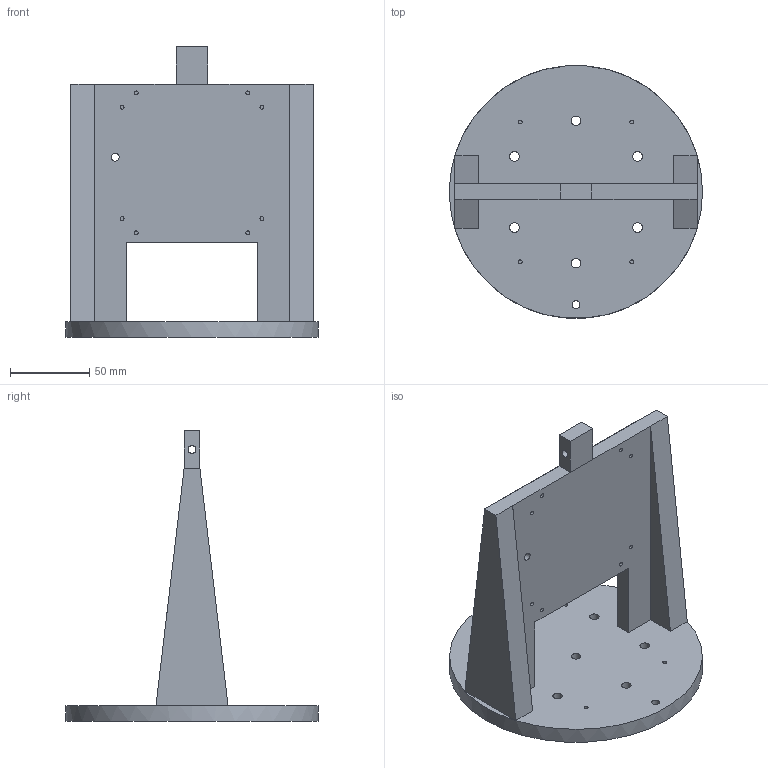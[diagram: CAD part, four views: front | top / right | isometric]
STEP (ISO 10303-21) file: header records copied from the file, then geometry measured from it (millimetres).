
FILE_DESCRIPTION(('STEP AP242'), '1');
FILE_NAME('Transitional_device', '', ('UNSPECIFIED'), ('UNSPECIFIED'), 'C3D Converter', 'C3D Toolkit', '');
FILE_SCHEMA(('AP242_MANAGED_MODEL_BASED_3D_ENGINEERING_MIM_LF { 1 0 10303 442 1 1 4 }'));
Length unit declared in the file: millimetre
Bounding box: 160 x 160 x 184 mm (x, y, z)
Volume: 471251.4 mm3; surface area: 101597.5 mm2
Topology: 1 solids, 1 shells, 61 faces, 135 edges, 86 vertices
Faces by surface type: plane 38, cylinder 23
Full cylindrical faces by diameter (mm): 2.5 x12, 5 x3, 6 x7, 160 x1
Entity records: 2135 total; most frequent: DIRECTION 286, CARTESIAN_POINT 260, ORIENTED_EDGE 224, EDGE_LOOP 116, AXIS2_PLACEMENT_3D 112, EDGE_CURVE 112, VERTEX_POINT 86, FACE_BOUND 71
